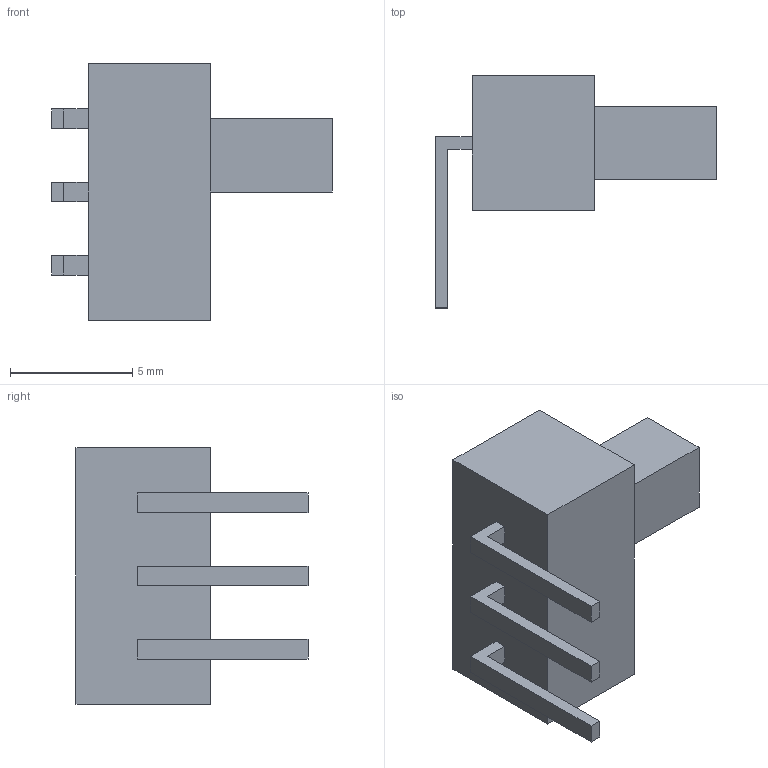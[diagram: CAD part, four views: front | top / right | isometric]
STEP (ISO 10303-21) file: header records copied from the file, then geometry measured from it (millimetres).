
FILE_DESCRIPTION(('STEP AP214'), '1');
FILE_NAME('KLS7-SS-12F19-G5', '', ('UNSPECIFIED'), ('UNSPECIFIED'), 'ASCON STEP Converter 1.3', 'ASCON Math Kernel', '');
FILE_SCHEMA(('AUTOMOTIVE_DESIGN { 1 0 10303 214 3 1 1}'));
Length unit declared in the file: millimetre
Bounding box: 11.5 x 9.5 x 10.5 mm (x, y, z)
Volume: 343.3 mm3; surface area: 397.9 mm2
Topology: 1 solids, 1 shells, 32 faces, 78 edges, 52 vertices
Faces by surface type: plane 32
Entity records: 1222 total; most frequent: CARTESIAN_POINT 163, ORIENTED_EDGE 156, DIRECTION 144, EDGE_CURVE 78, LINE 78, VECTOR 78, VERTEX_POINT 52, FACE_BOUND 36
